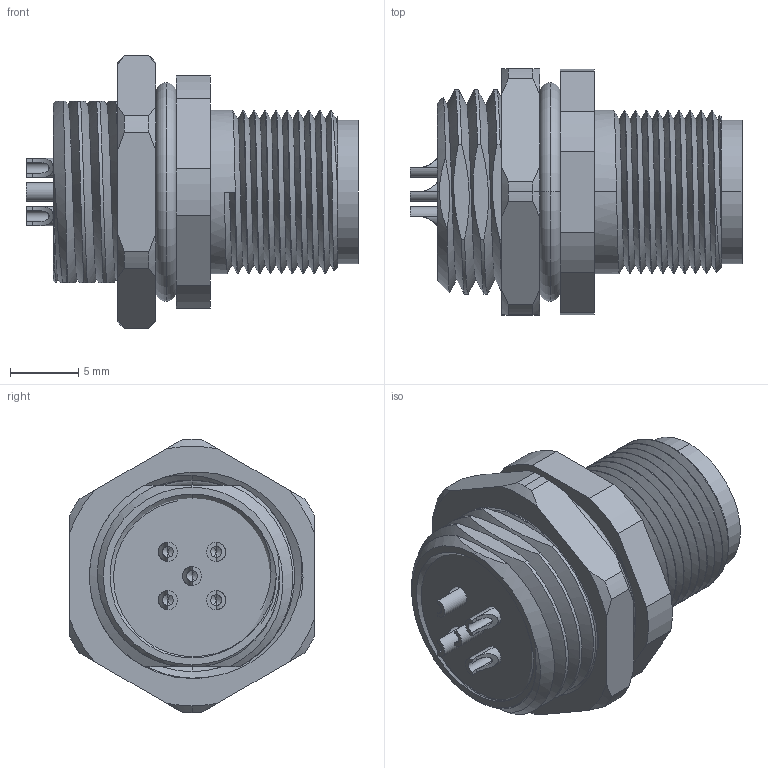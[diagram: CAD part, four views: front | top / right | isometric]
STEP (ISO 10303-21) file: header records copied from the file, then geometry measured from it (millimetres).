
FILE_DESCRIPTION (( 'STEP AP203' ), '1' );
FILE_NAME ('54-00349_revA.STEP', '2023-05-19T15:53:42', ( '' ), ( '' ), 'SwSTEP 2.0', 'SolidWorks 2021', '' );
FILE_SCHEMA (( 'CONFIG_CONTROL_DESIGN' ));
Length unit declared in the file: millimetre
Products named in the file (6): 54-00349_revA; 54-00349-03___; 54-00349-02; 54-00349-01___; 54-00349-04___; 54-00349-05___
Assembly tree (9 placements, depth 2):
  54-00349_revA
    54-00349-01___
    54-00349-02
    54-00349-03___  x5
    54-00349-04___
    54-00349-05___
Bounding box: 24.3 x 18 x 20 mm (x, y, z)
Volume: 2927.8 mm3; surface area: 5616.6 mm2
Topology: 10 solids, 10 shells, 384 faces, 921 edges, 579 vertices
Faces by surface type: cylinder 176, plane 91, cone 63, torus 34, bspline 10, sphere 10
Entity records: 12167 total; most frequent: CARTESIAN_POINT 5672, ORIENTED_EDGE 1262, DIRECTION 1163, EDGE_CURVE 631, AXIS2_PLACEMENT_3D 472, VERTEX_POINT 411, EDGE_LOOP 290, FACE_OUTER_BOUND 248
